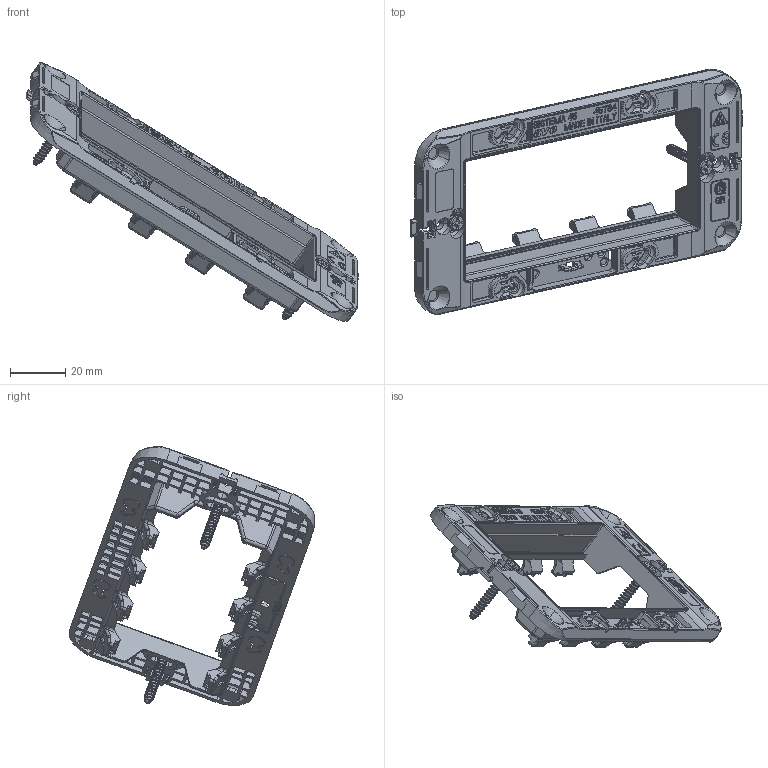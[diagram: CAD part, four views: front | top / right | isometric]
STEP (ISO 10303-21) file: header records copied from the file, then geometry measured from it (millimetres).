
FILE_DESCRIPTION(('CATIA V5 STEP Exchange'),'2;1');
FILE_NAME('45764.stp','2023-09-25T09:42:31+00:00',('none'),('none'),'CATIA Version 5-6 Release 2016 SP6','CATIA V5 STEP AP203','none');
FILE_SCHEMA(('CONFIG_CONTROL_DESIGN'));
Products named in the file (1): 45764
Assembly tree (4 placements, depth 2):
  45764
    #57
    #123705
    #123749  x2
Bounding box: 120.7 x 89.38 x 94.15 mm (x, y, z)
Volume: 23139.8 mm3; surface area: 28629.7 mm2
Topology: 3 solids, 3 shells, 4377 faces, 11193 edges, 6802 vertices
Faces by surface type: plane 1850, cylinder 1331, bspline 748, cone 190, sphere 128, torus 92, extrusion 36, revolution 2
Entity records: 134247 total; most frequent: CARTESIAN_POINT 51704, ORIENTED_EDGE 20764, DIRECTION 10747, EDGE_CURVE 10382, VERTEX_POINT 6433, VECTOR 5193, LINE 5157, EDGE_LOOP 4275
